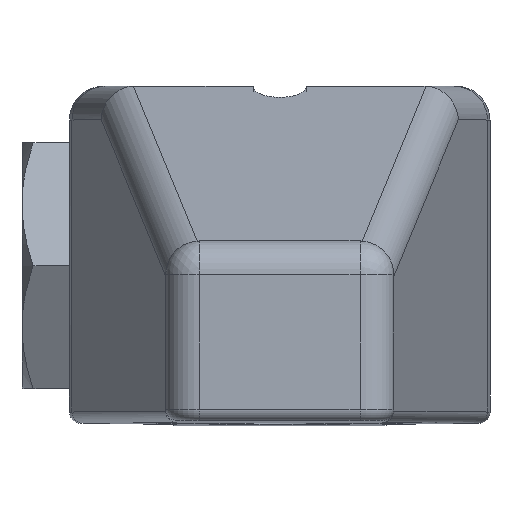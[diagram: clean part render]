
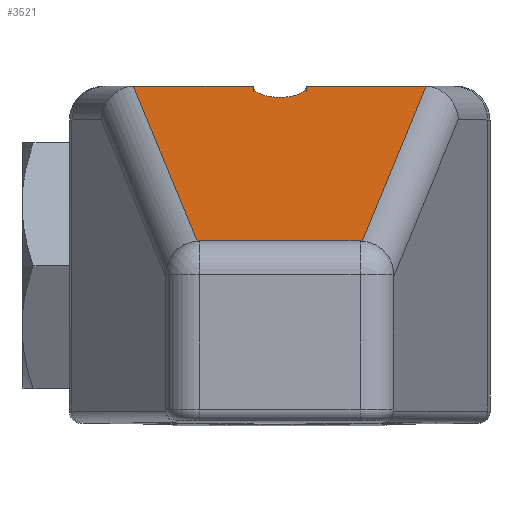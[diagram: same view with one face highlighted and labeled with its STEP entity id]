
A CAD part, top view. The second image highlights one B-rep face of the part: STEP entity #3521.
In plain terms, the highlighted planar face has unit normal (0, 0.927, 0.375).
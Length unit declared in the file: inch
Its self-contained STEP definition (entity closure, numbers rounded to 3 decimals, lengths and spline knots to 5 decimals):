
#155=DIRECTION('',(-1.,0.,0.));
#156=VECTOR('',#155,0.20989);
#157=CARTESIAN_POINT('',(0.25689,0.6,0.37698));
#158=LINE('',#157,#156);
#204=DIRECTION('',(-1.,0.,0.));
#205=VECTOR('',#204,0.20989);
#206=CARTESIAN_POINT('',(-0.047,0.6,0.37698));
#207=LINE('',#206,#205);
#957=CARTESIAN_POINT('',(0.26056,0.59989,
0.37725));
#958=CARTESIAN_POINT('',(0.25935,0.59996,
0.37707));
#959=CARTESIAN_POINT('',(0.25812,0.6,0.37698));
#960=CARTESIAN_POINT('',(0.25689,0.6,0.37698));
#965=CARTESIAN_POINT('',(0.14588,0.31993,1.07017));
#966=CARTESIAN_POINT('',(0.14492,0.31998,1.07006));
#967=CARTESIAN_POINT('',(0.14396,0.32,1.07));
#968=CARTESIAN_POINT('',(0.143,0.32,1.07));
#973=DIRECTION('',(-1.,0.,0.));
#974=VECTOR('',#973,0.286);
#975=CARTESIAN_POINT('',(0.143,0.32,1.07));
#976=LINE('',#975,#974);
#980=CARTESIAN_POINT('',(-0.26056,0.59989,
0.37725));
#981=CARTESIAN_POINT('',(-0.25935,0.59996,
0.37707));
#982=CARTESIAN_POINT('',(-0.25812,0.6,0.37698));
#983=CARTESIAN_POINT('',(-0.25689,0.6,0.37698));
#988=DIRECTION('',(0.,-0.375,0.927));
#989=VECTOR('',#988,0.00326);
#990=CARTESIAN_POINT('',(-0.047,0.6,0.37698));
#991=LINE('',#990,#989);
#995=CARTESIAN_POINT('',(0.047,0.59878,0.38));
#996=CARTESIAN_POINT('',(0.047,0.59654,0.38554));
#997=CARTESIAN_POINT('',(0.04498,0.59171,
0.39751));
#998=CARTESIAN_POINT('',(0.03426,0.58495,
0.41423));
#999=CARTESIAN_POINT('',(0.01739,0.5806,
0.42499));
#1000=CARTESIAN_POINT('',(0.,0.57938,0.428));
#1001=CARTESIAN_POINT('',(-0.01739,0.5806,
0.42499));
#1002=CARTESIAN_POINT('',(-0.03426,0.58495,
0.41423));
#1003=CARTESIAN_POINT('',(-0.04498,0.59171,
0.39751));
#1004=CARTESIAN_POINT('',(-0.047,0.59654,0.38554));
#1005=CARTESIAN_POINT('',(-0.047,0.59878,0.38));
#1010=DIRECTION('',(0.,-0.375,0.927));
#1011=VECTOR('',#1010,0.00326);
#1012=CARTESIAN_POINT('',(0.047,0.6,0.37698));
#1013=LINE('',#1012,#1011);
#1565=DIRECTION('',(-0.152,0.37,-0.916));
#1566=VECTOR('',#1565,0.75608);
#1567=CARTESIAN_POINT('',(-0.14588,0.31993,
1.07017));
#1568=LINE('',#1567,#1566);
#1601=CARTESIAN_POINT('',(-0.14588,0.31993,
1.07017));
#1602=CARTESIAN_POINT('',(-0.14492,0.31998,
1.07006));
#1603=CARTESIAN_POINT('',(-0.14396,0.32,1.07));
#1604=CARTESIAN_POINT('',(-0.143,0.32,1.07));
#1756=DIRECTION('',(-0.152,-0.37,0.916));
#1757=VECTOR('',#1756,0.75608);
#1758=CARTESIAN_POINT('',(0.26056,0.59989,
0.37725));
#1759=LINE('',#1758,#1757);
#2438=CARTESIAN_POINT('',(-0.047,0.6,0.37698));
#2440=VERTEX_POINT('',#2438);
#2446=CARTESIAN_POINT('',(0.047,0.6,0.37698));
#2448=VERTEX_POINT('',#2446);
#2451=VERTEX_POINT('',#995);
#2452=VERTEX_POINT('',#1005);
#2532=CARTESIAN_POINT('',(0.25689,0.6,0.37698));
#2533=VERTEX_POINT('',#2532);
#2536=VERTEX_POINT('',#957);
#2540=CARTESIAN_POINT('',(0.14588,0.31993,
1.07017));
#2541=VERTEX_POINT('',#2540);
#2544=CARTESIAN_POINT('',(0.143,0.32,1.07));
#2546=VERTEX_POINT('',#2544);
#2558=CARTESIAN_POINT('',(-0.143,0.32,1.07));
#2559=VERTEX_POINT('',#2558);
#2564=CARTESIAN_POINT('',(-0.14588,0.31993,
1.07017));
#2565=CARTESIAN_POINT('',(-0.26056,0.59989,
0.37725));
#2566=VERTEX_POINT('',#2564);
#2567=VERTEX_POINT('',#2565);
#2569=CARTESIAN_POINT('',(-0.25689,0.6,0.37698));
#2571=VERTEX_POINT('',#2569);
#3495=CARTESIAN_POINT('',(0.4502,0.32,1.07));
#3496=DIRECTION('',(0.,-0.927,-0.375));
#3497=DIRECTION('',(0.,0.375,-0.927));
#3498=AXIS2_PLACEMENT_3D('',#3495,#3496,#3497);
#3499=PLANE('',#3498);
#3501=ORIENTED_EDGE('',*,*,#3500,.F.);
#3503=ORIENTED_EDGE('',*,*,#3502,.T.);
#3505=ORIENTED_EDGE('',*,*,#3504,.T.);
#3507=ORIENTED_EDGE('',*,*,#3506,.T.);
#3509=ORIENTED_EDGE('',*,*,#3508,.F.);
#3511=ORIENTED_EDGE('',*,*,#3510,.T.);
#3512=ORIENTED_EDGE('',*,*,#3485,.T.);
#3513=ORIENTED_EDGE('',*,*,#2834,.F.);
#3515=ORIENTED_EDGE('',*,*,#3514,.T.);
#3516=ORIENTED_EDGE('',*,*,#2737,.F.);
#3517=ORIENTED_EDGE('',*,*,#2751,.F.);
#3518=ORIENTED_EDGE('',*,*,#2804,.F.);
#3519=EDGE_LOOP('',(#3501,#3503,#3505,#3507,#3509,#3511,#3512,#3513,#3515,#3516,
#3517,#3518));
#3520=FACE_OUTER_BOUND('',#3519,.F.);
#961=B_SPLINE_CURVE_WITH_KNOTS('',3,(#957,#958,#959,#960),.UNSPECIFIED.,.F.,.F.,
(4,4),(0.,1.),.UNSPECIFIED.);
#969=B_SPLINE_CURVE_WITH_KNOTS('',3,(#965,#966,#967,#968),.UNSPECIFIED.,.F.,.F.,
(4,4),(0.,1.),.UNSPECIFIED.);
#984=B_SPLINE_CURVE_WITH_KNOTS('',3,(#980,#981,#982,#983),.UNSPECIFIED.,.F.,.F.,
(4,4),(0.,1.),.UNSPECIFIED.);
#1006=B_SPLINE_CURVE_WITH_KNOTS('',3,(#995,#996,#997,#998,#999,#1000,#1001,
#1002,#1003,#1004,#1005),.UNSPECIFIED.,.F.,.F.,(4,1,1,1,1,1,1,1,4),(0.,
0.125,0.25,0.375,0.5,0.625,0.75,0.875,1.),.UNSPECIFIED.);
#1605=B_SPLINE_CURVE_WITH_KNOTS('',3,(#1601,#1602,#1603,#1604),.UNSPECIFIED.,
.F.,.F.,(4,4),(0.,1.),.UNSPECIFIED.);
#2737=EDGE_CURVE('',#2451,#2452,#1006,.T.);
#2751=EDGE_CURVE('',#2448,#2451,#1013,.T.);
#2804=EDGE_CURVE('',#2533,#2448,#158,.T.);
#2834=EDGE_CURVE('',#2440,#2571,#207,.T.);
#3485=EDGE_CURVE('',#2567,#2571,#984,.T.);
#3500=EDGE_CURVE('',#2536,#2533,#961,.T.);
#3502=EDGE_CURVE('',#2536,#2541,#1759,.T.);
#3504=EDGE_CURVE('',#2541,#2546,#969,.T.);
#3506=EDGE_CURVE('',#2546,#2559,#976,.T.);
#3508=EDGE_CURVE('',#2566,#2559,#1605,.T.);
#3510=EDGE_CURVE('',#2566,#2567,#1568,.T.);
#3514=EDGE_CURVE('',#2440,#2452,#991,.T.);
#3521=ADVANCED_FACE('',(#3520),#3499,.F.);
